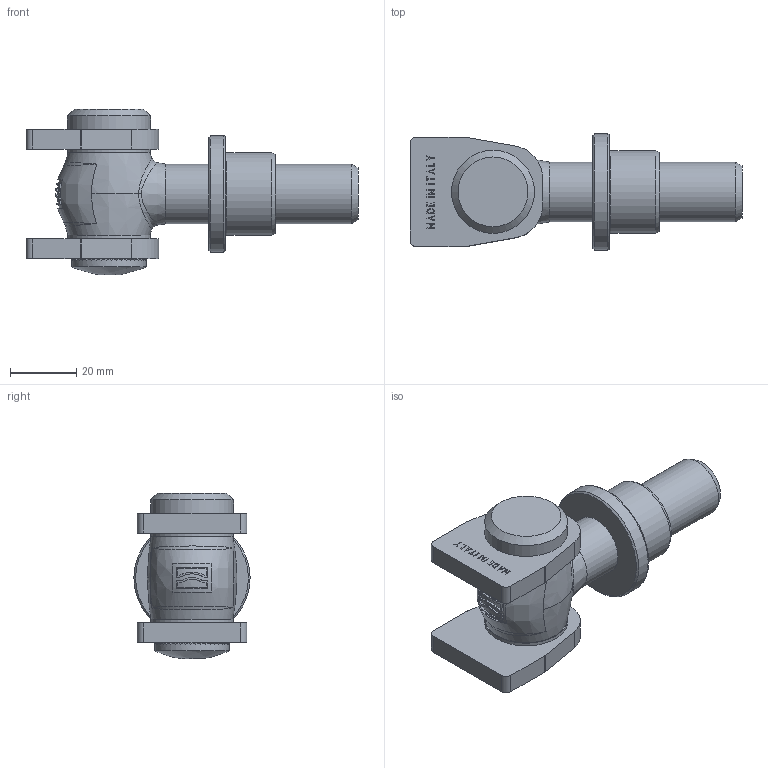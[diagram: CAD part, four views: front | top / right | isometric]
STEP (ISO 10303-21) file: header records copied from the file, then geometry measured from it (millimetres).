
FILE_DESCRIPTION(/* description */ ('135-M18 ZINCATO - CARDINE '),/* implementation_level */ '2;1');
FILE_NAME(/* name */ '10808005 001.stp',/* time_stamp */ '2023-01-30T07:55:17+01:00',/* author */ ('gcocco'),/* organization */ (''),/* preprocessor_version */ 'ST-DEVELOPER v17.2',/* originating_system */ 'Autodesk Inventor 2019',/* authorisation */ '');
FILE_SCHEMA (('AUTOMOTIVE_DESIGN { 1 0 10303 214 3 1 1 }'));
Length unit declared in the file: millimetre
Products named in the file (7): 135-M18; 28305302  001; 21501002  001; 26401101; 23100561; 22501203; 23000514
Assembly tree (8 placements, depth 2):
  135-M18
    28305302  001
    21501002  001
    26401101  x2
    23100561
    22501203
    23000514  x2
Bounding box: 100 x 35 x 49.82 mm (x, y, z)
Volume: 57164 mm3; surface area: 24304.8 mm2
Topology: 8 solids, 8 shells, 555 faces, 1500 edges, 997 vertices
Faces by surface type: plane 489, cylinder 36, bspline 15, cone 11, torus 3, sphere 1
Full cylindrical faces by diameter (mm): 6.647 x1, 8 x1, 9 x1, 14.5 x1, 14.85 x1, 15.294 x1, 15.5 x2, 18 x1, 22.5 x1, 24.9 x1, 25 x3, 35 x1
Entity records: 14275 total; most frequent: CARTESIAN_POINT 3520, ORIENTED_EDGE 2250, DIRECTION 2051, EDGE_CURVE 1125, LINE 869, VECTOR 869, VERTEX_POINT 749, AXIS2_PLACEMENT_3D 591
